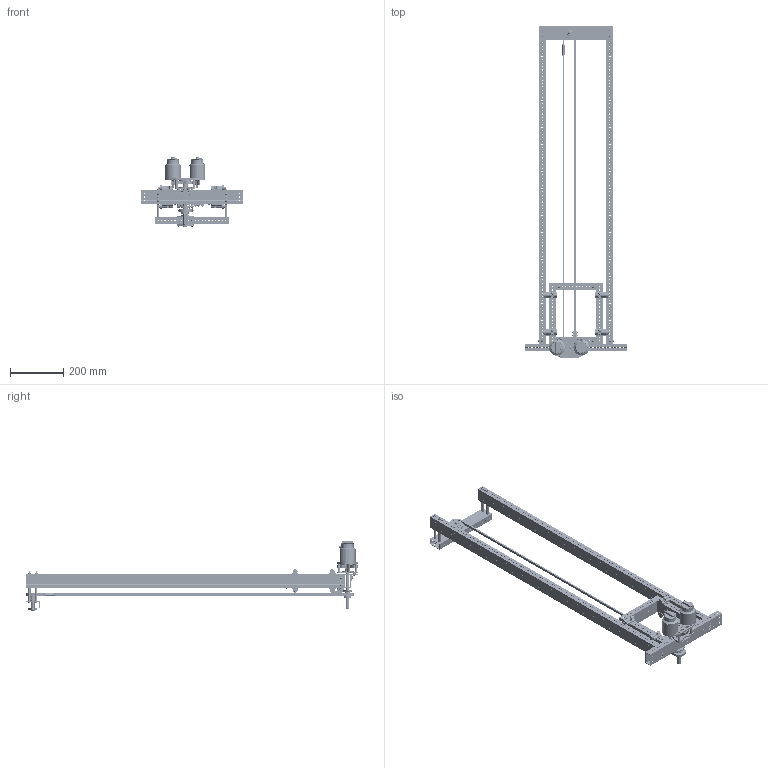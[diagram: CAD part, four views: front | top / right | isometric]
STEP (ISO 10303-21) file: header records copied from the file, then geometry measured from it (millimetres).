
FILE_DESCRIPTION (( 'STEP AP214' ), '1' );
FILE_NAME ('WCP - GreyT Elevator (Cascade, 1 Stage).step', '2022-12-16T23:19:08', ( '' ), ( '' ), 'SwSTEP 2.0', 'SolidWorks 2020', '' );
FILE_SCHEMA (( 'AUTOMOTIVE_DESIGN' ));
Length unit declared in the file: inch
Products named in the file (62): WCP-0476 Rev1; 10-32 BHCS - No Thread_WCP-0257 - 1.500; WCP-0583-026 Rev1; WCP-0323 - Elevator Clamping Block; WCP-0307 Rev1; WCP-0226 Rev1; WCP-0832 Rev1; WCP-0247-002 Rev2; WCP-0247 Rev1 - #25 Chain Turnbuckle; WCP-0583-027 Rev1; 10-32 BHCS - No Thread_WCP-0263 - 3.000; 217-6515_Falcon_500_Default<As Machined>; WCP-0326 Rev1; WCP-0785_0_500_flanged_thunderhex_bearing; WCP-EX-0018-005; WCP-0308 Rev1; WCP-EX-0018-001; WCP-0560 Rev1; WCP-0498 Rev1; #4-40 x .750L SHCS; WCP-0229 Rev1; #8-32 x .25L BHCS; WCP-0557-001 Rev1; WCP-0207 Rev1; 10-32 BHCS - No Thread_WCP-0253 - 0.500; WCP-EX-0018-004; WCP-0323-001 Rev2; NFS-0016_#4-40_thin_locknut_Default<As Machined>; WCP-0557-004 Rev1; WCP-0557-002 Rev1; NFS-0040_#10-32_jam_nut_left_hand_99961A520; WCP-0800_500_hex_collar_high_strength; 10-32 BHCS - No Thread_WCP-0261 - 2.500; WCP-0599 Rev1; WCP-0571 Rev1; 10-32 SHCS - No Thread_WCP-0274 - 4.500; WCP-0473 Rev1; WCP-0583-023 Rev1; WCP-0789_250L_500_hex; WCP-EX-0018-002 ...
Assembly tree (215 placements, depth 3):
  WCP - GreyT Elevator (Cascade, 1 Stage)
    WCP-EX-0018-001
    WCP-EX-0018-005  x2
    WCP-EX-0018-002
    WCP-EX-0018-003  x2
    WCP-EX-0018-004  x2
    10-32 SHCS - No Thread_WCP-0274 - 4.500  x4
    WCP-0326 Rev1  x12
    10-32 BHCS - No Thread_WCP-0252 - 0.375  x44
    10-32 BHCS - No Thread_WCP-0261 - 2.500  x14
    10-32 BHCS - No Thread_WCP-0253 - 0.500  x2
    #4-40 x .750L SHCS  x3
    NFS-0016_#4-40_thin_locknut_Default<As Machined>  x3
    10-32 BHCS - No Thread_WCP-0263 - 3.000  x2
    WCP-0571 Rev1  x2
    10-32 BHCS - No Thread_WCP-0257 - 1.500  x2
    WCP-0560 Rev1  x2
    WCP-0583-023 Rev1
    WCP-0247 Rev1 - #25 Chain Turnbuckle
      WCP-0247-001 Rev1
      NFS-0040_#10-32_jam_nut_left_hand_99961A520
      NFS-0037_#10-32_jam_nut_90480A195
      WCP-0247-002 Rev2
      WCP-0247-003 Rev2
    WCP-0476 Rev1  x3
    WCP-0583-025 Rev1_DefaultSM-FLAT-PATTERN
    WCP-0583-026 Rev1
    WCP-0207 Rev1  x4
    WCP-0308 Rev1  x2
    WCP-0307 Rev1  x4
    WCP-0599 Rev1
    WCP-0790_500L_500_hex
    WCP-0789_250L_500_hex
    WCP-0374 Rev1  x6
    WCP-0379 Rev1  x6
    WCP-0785_0_500_flanged_thunderhex_bearing  x3
    WCP-0323 - Elevator Clamping Block
      WCP-0323-001 Rev2
      WCP-0498 Rev1
      WCP-0212_0_250_radial_bearing
      WCP-0473 Rev1
      #8-32 x .25L BHCS
    WCP-0323 - Elevator Clamping Block
      WCP-0323-001 Rev2
      WCP-0498 Rev1
      WCP-0212_0_250_radial_bearing
      WCP-0473 Rev1
      #8-32 x .25L BHCS
    WCP-0323 - Elevator Clamping Block
      WCP-0323-001 Rev2
      WCP-0498 Rev1
      WCP-0212_0_250_radial_bearing
      WCP-0473 Rev1
      #8-32 x .25L BHCS
    WCP-0323 - Elevator Clamping Block
      WCP-0323-001 Rev2
      WCP-0498 Rev1
      WCP-0212_0_250_radial_bearing
      WCP-0473 Rev1
      #8-32 x .25L BHCS
Bounding box: 381 x 1245.87 x 263.4 mm (x, y, z)
Volume: 1818910.3 mm3; surface area: 1566191.8 mm2
Topology: 351 solids, 353 shells, 12025 faces, 31904 edges, 19783 vertices
Faces by surface type: cylinder 4667, plane 3935, cone 1910, bspline 883, torus 442, sphere 188
Entity records: 224233 total; most frequent: CARTESIAN_POINT 100973, ORIENTED_EDGE 26334, DIRECTION 23507, EDGE_CURVE 13167, AXIS2_PLACEMENT_3D 9300, VERTEX_POINT 8496, EDGE_LOOP 5287, LINE 4907
